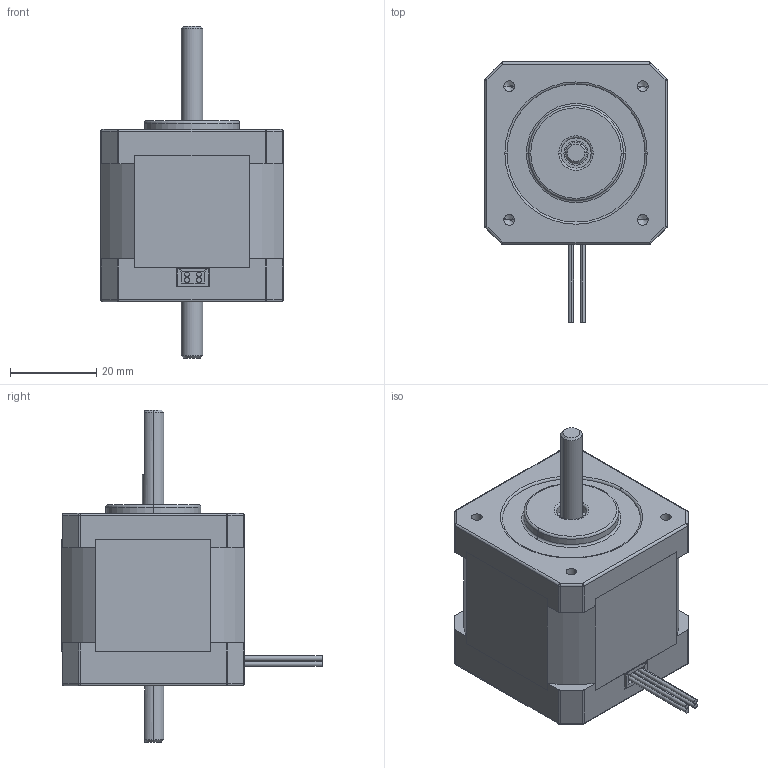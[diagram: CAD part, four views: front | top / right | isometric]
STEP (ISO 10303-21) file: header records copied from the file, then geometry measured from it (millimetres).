
FILE_DESCRIPTION (( 'STEP AP214' ), '1' );
FILE_NAME ('17HS16-2004D.STEP', '2020-06-24T05:02:51', ( '' ), ( '' ), 'SwSTEP 2.0', 'SolidWorks 2016', '' );
FILE_SCHEMA (( 'AUTOMOTIVE_DESIGN' ));
Length unit declared in the file: millimetre
Products named in the file (1): 17HS16-2004D
Bounding box: 42.32 x 60.31 x 77 mm (x, y, z)
Volume: 69588.5 mm3; surface area: 11573 mm2
Topology: 1 solids, 1 shells, 312 faces, 764 edges, 468 vertices
Faces by surface type: plane 156, cylinder 90, torus 26, cone 24, sphere 16
Entity records: 10761 total; most frequent: CARTESIAN_POINT 1741, DIRECTION 1600, ORIENTED_EDGE 1496, EDGE_CURVE 748, AXIS2_PLACEMENT_3D 603, VERTEX_POINT 468, LINE 394, VECTOR 394
